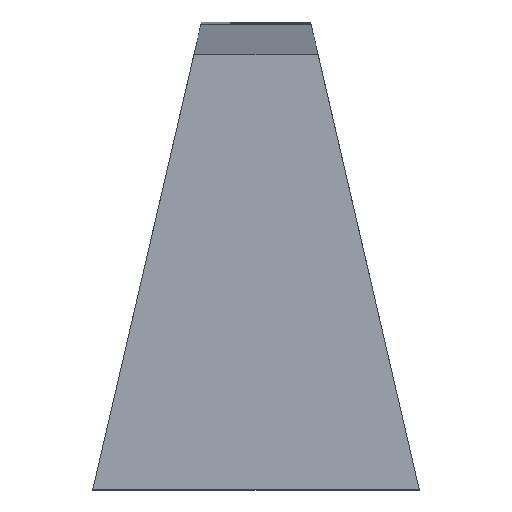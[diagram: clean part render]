
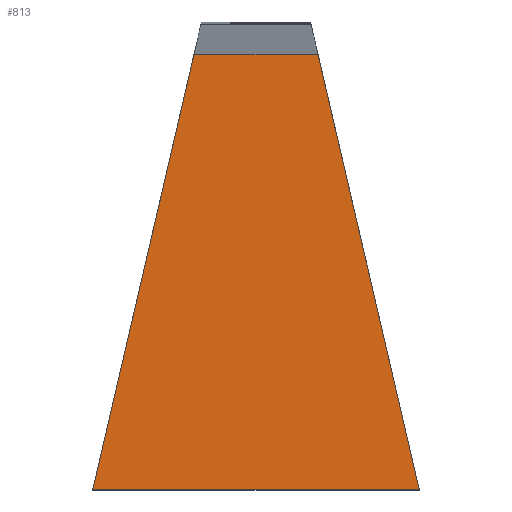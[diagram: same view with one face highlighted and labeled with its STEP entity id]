
A CAD part, front view. The second image highlights one B-rep face of the part: STEP entity #813.
In plain terms, the highlighted planar face has unit normal (0, -1, 0).
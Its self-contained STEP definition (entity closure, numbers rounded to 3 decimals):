
#24 = VERTEX_POINT('',#25);
#25 = CARTESIAN_POINT('',(-7.5,-200.,0.));
#32 = PLANE('',#33);
#33 = AXIS2_PLACEMENT_3D('',#34,#35,#36);
#34 = CARTESIAN_POINT('',(-7.5,0.,0.));
#35 = DIRECTION('',(0.,0.,1.));
#36 = DIRECTION('',(1.,0.,0.));
#44 = PLANE('',#45);
#45 = AXIS2_PLACEMENT_3D('',#46,#47,#48);
#46 = CARTESIAN_POINT('',(-2.5,0.,21.5));
#47 = DIRECTION('',(0.974,0.,-0.227));
#48 = DIRECTION('',(-0.227,0.,-0.974)
  );
#56 = EDGE_CURVE('',#24,#57,#59,.T.);
#57 = VERTEX_POINT('',#58);
#58 = CARTESIAN_POINT('',(7.5,-200.,0.));
#59 = SURFACE_CURVE('',#60,(#64,#71),.PCURVE_S1.);
#60 = LINE('',#61,#62);
#61 = CARTESIAN_POINT('',(-7.5,-200.,0.));
#62 = VECTOR('',#63,1.);
#63 = DIRECTION('',(1.,0.,0.));
#64 = PCURVE('',#32,#65);
#65 = DEFINITIONAL_REPRESENTATION('',(#66),#70);
#66 = LINE('',#67,#68);
#67 = CARTESIAN_POINT('',(0.,-200.));
#68 = VECTOR('',#69,1.);
#69 = DIRECTION('',(1.,0.));
#70 = ( GEOMETRIC_REPRESENTATION_CONTEXT(2) 
PARAMETRIC_REPRESENTATION_CONTEXT() REPRESENTATION_CONTEXT('2D SPACE',''
  ) );
#71 = PCURVE('',#72,#77);
#72 = PLANE('',#73);
#73 = AXIS2_PLACEMENT_3D('',#74,#75,#76);
#74 = CARTESIAN_POINT('',(0.,-200.,9.074));
#75 = DIRECTION('',(0.,1.,0.));
#76 = DIRECTION('',(0.,0.,1.));
#77 = DEFINITIONAL_REPRESENTATION('',(#78),#82);
#78 = LINE('',#79,#80);
#79 = CARTESIAN_POINT('',(-9.074,-7.5));
#80 = VECTOR('',#81,1.);
#81 = DIRECTION('',(0.,1.));
#82 = ( GEOMETRIC_REPRESENTATION_CONTEXT(2) 
PARAMETRIC_REPRESENTATION_CONTEXT() REPRESENTATION_CONTEXT('2D SPACE',''
  ) );
#100 = PLANE('',#101);
#101 = AXIS2_PLACEMENT_3D('',#102,#103,#104);
#102 = CARTESIAN_POINT('',(7.5,0.,0.));
#103 = DIRECTION('',(-0.974,0.,-0.227)
  );
#104 = DIRECTION('',(-0.227,0.,0.974));
#219 = VERTEX_POINT('',#220);
#220 = CARTESIAN_POINT('',(-2.849,-200.,20.001));
#233 = PLANE('',#234);
#234 = AXIS2_PLACEMENT_3D('',#235,#236,#237);
#235 = CARTESIAN_POINT('',(-13.125,-0.161,21.499));
#236 = DIRECTION('',(0.,-0.007,1.));
#237 = DIRECTION('',(1.,0.,0.));
#244 = EDGE_CURVE('',#219,#24,#245,.T.);
#245 = SURFACE_CURVE('',#246,(#250,#257),.PCURVE_S1.);
#246 = LINE('',#247,#248);
#247 = CARTESIAN_POINT('',(-2.5,-200.,21.5));
#248 = VECTOR('',#249,1.);
#249 = DIRECTION('',(-0.227,0.,-0.974)
  );
#250 = PCURVE('',#44,#251);
#251 = DEFINITIONAL_REPRESENTATION('',(#252),#256);
#252 = LINE('',#253,#254);
#253 = CARTESIAN_POINT('',(0.,-200.));
#254 = VECTOR('',#255,1.);
#255 = DIRECTION('',(1.,0.));
#256 = ( GEOMETRIC_REPRESENTATION_CONTEXT(2) 
PARAMETRIC_REPRESENTATION_CONTEXT() REPRESENTATION_CONTEXT('2D SPACE',''
  ) );
#257 = PCURVE('',#72,#258);
#258 = DEFINITIONAL_REPRESENTATION('',(#259),#263);
#259 = LINE('',#260,#261);
#260 = CARTESIAN_POINT('',(12.426,-2.5));
#261 = VECTOR('',#262,1.);
#262 = DIRECTION('',(-0.974,-0.227));
#263 = ( GEOMETRIC_REPRESENTATION_CONTEXT(2) 
PARAMETRIC_REPRESENTATION_CONTEXT() REPRESENTATION_CONTEXT('2D SPACE',''
  ) );
#293 = EDGE_CURVE('',#57,#294,#296,.T.);
#294 = VERTEX_POINT('',#295);
#295 = CARTESIAN_POINT('',(2.849,-200.,20.001));
#296 = SURFACE_CURVE('',#297,(#301,#308),.PCURVE_S1.);
#297 = LINE('',#298,#299);
#298 = CARTESIAN_POINT('',(7.5,-200.,0.));
#299 = VECTOR('',#300,1.);
#300 = DIRECTION('',(-0.227,0.,0.974));
#301 = PCURVE('',#100,#302);
#302 = DEFINITIONAL_REPRESENTATION('',(#303),#307);
#303 = LINE('',#304,#305);
#304 = CARTESIAN_POINT('',(0.,-200.));
#305 = VECTOR('',#306,1.);
#306 = DIRECTION('',(1.,0.));
#307 = ( GEOMETRIC_REPRESENTATION_CONTEXT(2) 
PARAMETRIC_REPRESENTATION_CONTEXT() REPRESENTATION_CONTEXT('2D SPACE',''
  ) );
#308 = PCURVE('',#72,#309);
#309 = DEFINITIONAL_REPRESENTATION('',(#310),#314);
#310 = LINE('',#311,#312);
#311 = CARTESIAN_POINT('',(-9.074,7.5));
#312 = VECTOR('',#313,1.);
#313 = DIRECTION('',(0.974,-0.227));
#314 = ( GEOMETRIC_REPRESENTATION_CONTEXT(2) 
PARAMETRIC_REPRESENTATION_CONTEXT() REPRESENTATION_CONTEXT('2D SPACE',''
  ) );
#813 = ADVANCED_FACE('',(#814),#72,.F.);
#814 = FACE_BOUND('',#815,.F.);
#815 = EDGE_LOOP('',(#816,#817,#818,#837));
#816 = ORIENTED_EDGE('',*,*,#56,.F.);
#817 = ORIENTED_EDGE('',*,*,#244,.F.);
#818 = ORIENTED_EDGE('',*,*,#819,.T.);
#819 = EDGE_CURVE('',#219,#294,#820,.T.);
#820 = SURFACE_CURVE('',#821,(#825,#831),.PCURVE_S1.);
#821 = LINE('',#822,#823);
#822 = CARTESIAN_POINT('',(-6.563,-200.,20.001));
#823 = VECTOR('',#824,1.);
#824 = DIRECTION('',(1.,0.,0.));
#825 = PCURVE('',#72,#826);
#826 = DEFINITIONAL_REPRESENTATION('',(#827),#830);
#827 = B_SPLINE_CURVE_WITH_KNOTS('',1,(#828,#829),.UNSPECIFIED.,.F.,.F.,
  (2,2),(-0.938,14.063),.PIECEWISE_BEZIER_KNOTS.);
#828 = CARTESIAN_POINT('',(10.926,-7.5));
#829 = CARTESIAN_POINT('',(10.926,7.5));
#830 = ( GEOMETRIC_REPRESENTATION_CONTEXT(2) 
PARAMETRIC_REPRESENTATION_CONTEXT() REPRESENTATION_CONTEXT('2D SPACE',''
  ) );
#831 = PCURVE('',#233,#832);
#832 = DEFINITIONAL_REPRESENTATION('',(#833),#836);
#833 = B_SPLINE_CURVE_WITH_KNOTS('',1,(#834,#835),.UNSPECIFIED.,.F.,.F.,
  (2,2),(-0.938,14.063),.PIECEWISE_BEZIER_KNOTS.);
#834 = CARTESIAN_POINT('',(5.625,-199.844));
#835 = CARTESIAN_POINT('',(20.625,-199.844));
#836 = ( GEOMETRIC_REPRESENTATION_CONTEXT(2) 
PARAMETRIC_REPRESENTATION_CONTEXT() REPRESENTATION_CONTEXT('2D SPACE',''
  ) );
#837 = ORIENTED_EDGE('',*,*,#293,.F.);
